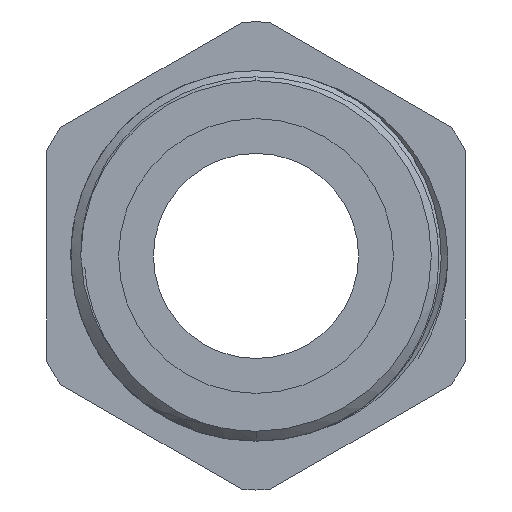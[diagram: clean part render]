
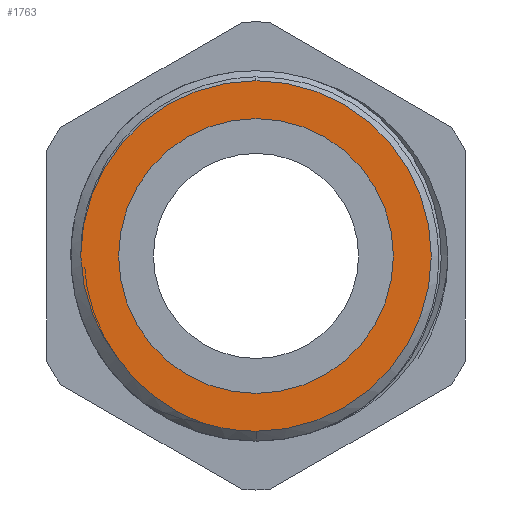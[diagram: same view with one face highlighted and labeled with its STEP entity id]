
A CAD part, front view. The second image highlights one B-rep face of the part: STEP entity #1763.
In plain terms, the highlighted planar face has unit normal (0, -1, 0).
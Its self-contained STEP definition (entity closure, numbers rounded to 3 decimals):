
#338 = VERTEX_POINT ( 'NONE', #8580 ) ;
#631 = CARTESIAN_POINT ( 'NONE',  ( -5.417, -6., -6.823 ) ) ;
#756 = DIRECTION ( 'NONE',  ( 0., 0., 1. ) ) ;
#779 = CARTESIAN_POINT ( 'NONE',  ( 0., -6., 0. ) ) ;
#798 = AXIS2_PLACEMENT_3D ( 'NONE', #4092, #11839, #5234 ) ;
#920 = FACE_OUTER_BOUND ( 'NONE', #1258, .T. ) ;
#979 = CARTESIAN_POINT ( 'NONE',  ( -6.965, -6., -5.095 ) ) ;
#1072 = CARTESIAN_POINT ( 'NONE',  ( -2.615, -6., -8.403 ) ) ;
#1166 = ORIENTED_EDGE ( 'NONE', *, *, #12678, .T. ) ;
#1169 = DIRECTION ( 'NONE',  ( 0., -1., 0. ) ) ;
#1192 = CARTESIAN_POINT ( 'NONE',  ( 0., -6., 8.8 ) ) ;
#1258 = EDGE_LOOP ( 'NONE', ( #1166, #4025, #8151, #13633, #5640 ) ) ;
#1744 = CARTESIAN_POINT ( 'NONE',  ( -4.296, -6., -7.628 ) ) ;
#1763 = ADVANCED_FACE ( 'NONE', ( #920, #13057 ), #7062, .F. ) ;
#1835 = CARTESIAN_POINT ( 'NONE',  ( 0., -6., 6.9 ) ) ;
#1892 = DIRECTION ( 'NONE',  ( 0., 0., 1. ) ) ;
#2870 = CARTESIAN_POINT ( 'NONE',  ( -3.051, -6., -8.252 ) ) ;
#2952 = VERTEX_POINT ( 'NONE', #1192 ) ;
#2993 = VERTEX_POINT ( 'NONE', #1072 ) ;
#3180 = CARTESIAN_POINT ( 'NONE',  ( -8.8, -6., 0.001 ) ) ;
#3302 = VERTEX_POINT ( 'NONE', #8620 ) ;
#3455 = CIRCLE ( 'NONE', #11035, 8.8 ) ;
#3461 = ORIENTED_EDGE ( 'NONE', *, *, #10960, .F. ) ;
#4002 = CARTESIAN_POINT ( 'NONE',  ( 0., -6., 0. ) ) ;
#4025 = ORIENTED_EDGE ( 'NONE', *, *, #9111, .T. ) ;
#4092 = CARTESIAN_POINT ( 'NONE',  ( 0., -6., 0. ) ) ;
#4152 = B_SPLINE_CURVE_WITH_KNOTS ( 'NONE', 3,
 ( #12796, #6132, #13874, #7375, #631, #8499, #1744, #9580, #2870, #10682 ),
 .UNSPECIFIED., .F., .F.,
 ( 4, 2, 2, 2, 4 ),
 ( 0., 0.001, 0.003, 0.004, 0.006 ),
 .UNSPECIFIED. ) ;
#4154 = ORIENTED_EDGE ( 'NONE', *, *, #6102, .F. ) ;
#4317 = CARTESIAN_POINT ( 'NONE',  ( -8.738, -6., -0.91 ) ) ;
#4604 = EDGE_LOOP ( 'NONE', ( #4154, #3461 ) ) ;
#5161 = DIRECTION ( 'NONE',  ( 0., 0., -1. ) ) ;
#5234 = DIRECTION ( 'NONE',  ( 0., 0., 1. ) ) ;
#5296 = CIRCLE ( 'NONE', #13516, 6.9 ) ;
#5423 = CARTESIAN_POINT ( 'NONE',  ( 0., -6., -6.9 ) ) ;
#5455 = CARTESIAN_POINT ( 'NONE',  ( -8.445, -6., -2.261 ) ) ;
#5640 = ORIENTED_EDGE ( 'NONE', *, *, #12064, .T. ) ;
#5685 = B_SPLINE_CURVE_WITH_KNOTS ( 'NONE', 3,
 ( #3180, #14103, #4317, #12055, #5455, #13120, #6588, #14186, #7718, #979 ),
 .UNSPECIFIED., .F., .F.,
 ( 4, 2, 2, 2, 4 ),
 ( 0.012, 0.013, 0.015, 0.016, 0.018 ),
 .UNSPECIFIED. ) ;
#6102 = EDGE_CURVE ( 'NONE', #10780, #7174, #5296, .T. ) ;
#6132 = CARTESIAN_POINT ( 'NONE',  ( -6.701, -6., -5.48 ) ) ;
#6588 = CARTESIAN_POINT ( 'NONE',  ( -7.947, -6., -3.54 ) ) ;
#7025 = DIRECTION ( 'NONE',  ( 0., 0., 1. ) ) ;
#7034 = DIRECTION ( 'NONE',  ( 0., 1., 0. ) ) ;
#7062 = PLANE ( 'NONE',  #11218 ) ;
#7174 = VERTEX_POINT ( 'NONE', #1835 ) ;
#7196 = VERTEX_POINT ( 'NONE', #7474 ) ;
#7259 = CARTESIAN_POINT ( 'NONE',  ( 0., -6., 0. ) ) ;
#7375 = CARTESIAN_POINT ( 'NONE',  ( -5.767, -6., -6.512 ) ) ;
#7446 = EDGE_CURVE ( 'NONE', #2993, #3302, #9103, .T. ) ;
#7474 = CARTESIAN_POINT ( 'NONE',  ( -8.8, -6., 0.001 ) ) ;
#7504 = DIRECTION ( 'NONE',  ( 0., -1., 0. ) ) ;
#7718 = CARTESIAN_POINT ( 'NONE',  ( -7.25, -6., -4.73 ) ) ;
#7924 = CARTESIAN_POINT ( 'NONE',  ( 0., -6., 0. ) ) ;
#8151 = ORIENTED_EDGE ( 'NONE', *, *, #7446, .T. ) ;
#8499 = CARTESIAN_POINT ( 'NONE',  ( -4.683, -6., -7.38 ) ) ;
#8580 = CARTESIAN_POINT ( 'NONE',  ( -6.965, -6., -5.095 ) ) ;
#8620 = CARTESIAN_POINT ( 'NONE',  ( 0., -6., -8.8 ) ) ;
#8635 = DIRECTION ( 'NONE',  ( 0., -1., 0. ) ) ;
#8940 = CIRCLE ( 'NONE', #798, 8.8 ) ;
#9013 = DIRECTION ( 'NONE',  ( 0., 0., -1. ) ) ;
#9103 = CIRCLE ( 'NONE', #12652, 8.8 ) ;
#9111 = EDGE_CURVE ( 'NONE', #338, #2993, #4152, .T. ) ;
#9215 = EDGE_CURVE ( 'NONE', #3302, #2952, #3455, .T. ) ;
#9580 = CARTESIAN_POINT ( 'NONE',  ( -3.481, -6., -8.064 ) ) ;
#10682 = CARTESIAN_POINT ( 'NONE',  ( -2.615, -6., -8.403 ) ) ;
#10780 = VERTEX_POINT ( 'NONE', #5423 ) ;
#10960 = EDGE_CURVE ( 'NONE', #7174, #10780, #13529, .T. ) ;
#11035 = AXIS2_PLACEMENT_3D ( 'NONE', #779, #8635, #1892 ) ;
#11218 = AXIS2_PLACEMENT_3D ( 'NONE', #7259, #7034, #7025 ) ;
#11765 = DIRECTION ( 'NONE',  ( 0., -1., 0. ) ) ;
#11839 = DIRECTION ( 'NONE',  ( 0., -1., 0. ) ) ;
#11881 = AXIS2_PLACEMENT_3D ( 'NONE', #4002, #11765, #5161 ) ;
#12055 = CARTESIAN_POINT ( 'NONE',  ( -8.568, -6., -1.811 ) ) ;
#12064 = EDGE_CURVE ( 'NONE', #2952, #7196, #8940, .T. ) ;
#12652 = AXIS2_PLACEMENT_3D ( 'NONE', #13974, #7504, #756 ) ;
#12678 = EDGE_CURVE ( 'NONE', #7196, #338, #5685, .T. ) ;
#12796 = CARTESIAN_POINT ( 'NONE',  ( -6.965, -6., -5.095 ) ) ;
#13057 = FACE_BOUND ( 'NONE', #4604, .T. ) ;
#13120 = CARTESIAN_POINT ( 'NONE',  ( -8.135, -6., -3.124 ) ) ;
#13516 = AXIS2_PLACEMENT_3D ( 'NONE', #7924, #1169, #9013 ) ;
#13529 = CIRCLE ( 'NONE', #11881, 6.9 ) ;
#13633 = ORIENTED_EDGE ( 'NONE', *, *, #9215, .T. ) ;
#13874 = CARTESIAN_POINT ( 'NONE',  ( -6.409, -6., -5.84 ) ) ;
#13974 = CARTESIAN_POINT ( 'NONE',  ( 0., -6., 0. ) ) ;
#14103 = CARTESIAN_POINT ( 'NONE',  ( -8.787, -6., -0.456 ) ) ;
#14186 = CARTESIAN_POINT ( 'NONE',  ( -7.505, -6., -4.342 ) ) ;
